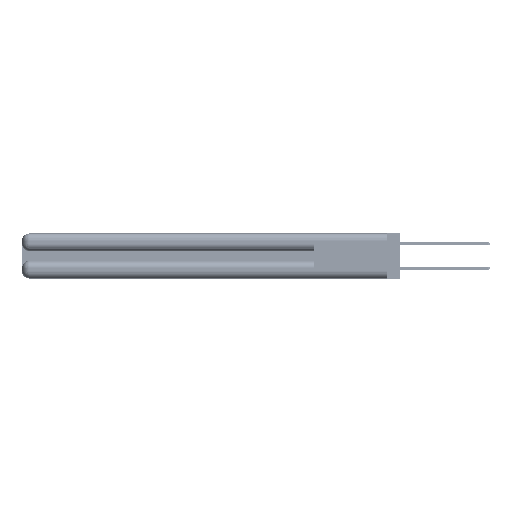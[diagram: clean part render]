
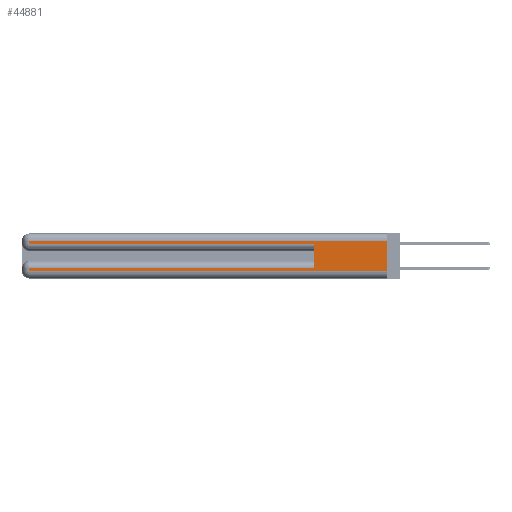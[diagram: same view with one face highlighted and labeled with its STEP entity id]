
A CAD part, left-side view. The second image highlights one B-rep face of the part: STEP entity #44881.
In plain terms, the highlighted planar face has unit normal (-1, 0, 0).
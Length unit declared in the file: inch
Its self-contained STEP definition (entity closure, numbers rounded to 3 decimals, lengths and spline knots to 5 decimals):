
#379 = AXIS2_PLACEMENT_3D ( 'NONE', #41246, #45683, #19094 ) ;
#1026 = EDGE_CURVE ( 'NONE', #25204, #55734, #49271, .T. ) ;
#1458 = DIRECTION ( 'NONE',  ( 0., 0., -1. ) ) ;
#1665 = DIRECTION ( 'NONE',  ( 0., 0., -1. ) ) ;
#1918 = VECTOR ( 'NONE', #50605, 39.37008 ) ;
#1960 = CARTESIAN_POINT ( 'NONE',  ( 0., 2.94, 0.31 ) ) ;
#2545 = CARTESIAN_POINT ( 'NONE',  ( 0., 0., 0.285 ) ) ;
#2976 = ORIENTED_EDGE ( 'NONE', *, *, #39746, .T. ) ;
#4141 = CARTESIAN_POINT ( 'NONE',  ( 0., 0., 0.06 ) ) ;
#4146 = VECTOR ( 'NONE', #1665, 39.37008 ) ;
#4258 = VECTOR ( 'NONE', #4331, 39.37008 ) ;
#4331 = DIRECTION ( 'NONE',  ( 0., -1., 0. ) ) ;
#5189 = CARTESIAN_POINT ( 'NONE',  ( 0., 0.6, 0.285 ) ) ;
#5782 = CARTESIAN_POINT ( 'NONE',  ( 0., 0.6, 0.085 ) ) ;
#8571 = LINE ( 'NONE', #49719, #51672 ) ;
#9112 = ORIENTED_EDGE ( 'NONE', *, *, #45825, .T. ) ;
#9616 = ORIENTED_EDGE ( 'NONE', *, *, #33019, .T. ) ;
#10035 = ORIENTED_EDGE ( 'NONE', *, *, #27895, .T. ) ;
#13880 = VERTEX_POINT ( 'NONE', #14650 ) ;
#14650 = CARTESIAN_POINT ( 'NONE',  ( 0., 2.94, 0.285 ) ) ;
#16522 = CARTESIAN_POINT ( 'NONE',  ( 0., 2.94, 0.085 ) ) ;
#19094 = DIRECTION ( 'NONE',  ( 0., 0., -1. ) ) ;
#19365 = VERTEX_POINT ( 'NONE', #5189 ) ;
#19372 = CARTESIAN_POINT ( 'NONE',  ( 0., 0., 0.31 ) ) ;
#19483 = EDGE_CURVE ( 'NONE', #25204, #48515, #38300, .T. ) ;
#19695 = VERTEX_POINT ( 'NONE', #16522 ) ;
#23738 = ORIENTED_EDGE ( 'NONE', *, *, #39483, .F. ) ;
#25074 = VECTOR ( 'NONE', #1458, 39.37008 ) ;
#25204 = VERTEX_POINT ( 'NONE', #50854 ) ;
#25812 = VECTOR ( 'NONE', #32931, 39.37008 ) ;
#26618 = LINE ( 'NONE', #4141, #4258 ) ;
#27612 = DIRECTION ( 'NONE',  ( 0., 0., -1. ) ) ;
#27895 = EDGE_CURVE ( 'NONE', #42968, #19695, #50818, .T. ) ;
#28381 = ORIENTED_EDGE ( 'NONE', *, *, #19483, .F. ) ;
#28467 = CARTESIAN_POINT ( 'NONE',  ( 0., 0., 0.085 ) ) ;
#29162 = DIRECTION ( 'NONE',  ( 0., 0., 1. ) ) ;
#30604 = VECTOR ( 'NONE', #51589, 39.37008 ) ;
#31989 = LINE ( 'NONE', #2545, #30604 ) ;
#32160 = CARTESIAN_POINT ( 'NONE',  ( 0., 2.94, 0.06 ) ) ;
#32706 = CARTESIAN_POINT ( 'NONE',  ( 0., 0., 0.37 ) ) ;
#32931 = DIRECTION ( 'NONE',  ( 0., 1., 0. ) ) ;
#33019 = EDGE_CURVE ( 'NONE', #55734, #13880, #8571, .T. ) ;
#33632 = CARTESIAN_POINT ( 'NONE',  ( 0., 0.6, 0.145 ) ) ;
#36784 = PLANE ( 'NONE',  #379 ) ;
#38300 = LINE ( 'NONE', #32706, #25074 ) ;
#38682 = ORIENTED_EDGE ( 'NONE', *, *, #44959, .T. ) ;
#39166 = VECTOR ( 'NONE', #29162, 39.37008 ) ;
#39483 = EDGE_CURVE ( 'NONE', #42968, #19365, #55096, .T. ) ;
#39746 = EDGE_CURVE ( 'NONE', #46134, #48515, #26618, .T. ) ;
#41246 = CARTESIAN_POINT ( 'NONE',  ( 0., 0., 0.37 ) ) ;
#42968 = VERTEX_POINT ( 'NONE', #5782 ) ;
#43560 = EDGE_LOOP ( 'NONE', ( #28381, #47844, #9616, #9112, #23738, #10035, #38682, #2976 ) ) ;
#44881 = ADVANCED_FACE ( 'NONE', ( #54256 ), #36784, .F. ) ;
#44959 = EDGE_CURVE ( 'NONE', #19695, #46134, #51498, .T. ) ;
#45683 = DIRECTION ( 'NONE',  ( 1., 0., 0. ) ) ;
#45825 = EDGE_CURVE ( 'NONE', #13880, #19365, #31989, .T. ) ;
#46134 = VERTEX_POINT ( 'NONE', #32160 ) ;
#47844 = ORIENTED_EDGE ( 'NONE', *, *, #1026, .T. ) ;
#48515 = VERTEX_POINT ( 'NONE', #57072 ) ;
#49271 = LINE ( 'NONE', #19372, #1918 ) ;
#49719 = CARTESIAN_POINT ( 'NONE',  ( 0., 2.94, 0.37 ) ) ;
#50605 = DIRECTION ( 'NONE',  ( 0., 1., 0. ) ) ;
#50818 = LINE ( 'NONE', #28467, #25812 ) ;
#50854 = CARTESIAN_POINT ( 'NONE',  ( 0., 0., 0.31 ) ) ;
#51498 = LINE ( 'NONE', #54960, #4146 ) ;
#51589 = DIRECTION ( 'NONE',  ( 0., -1., 0. ) ) ;
#51672 = VECTOR ( 'NONE', #27612, 39.37008 ) ;
#54256 = FACE_OUTER_BOUND ( 'NONE', #43560, .T. ) ;
#54960 = CARTESIAN_POINT ( 'NONE',  ( 0., 2.94, 0.37 ) ) ;
#55096 = LINE ( 'NONE', #33632, #39166 ) ;
#55734 = VERTEX_POINT ( 'NONE', #1960 ) ;
#57072 = CARTESIAN_POINT ( 'NONE',  ( 0., 0., 0.06 ) ) ;
